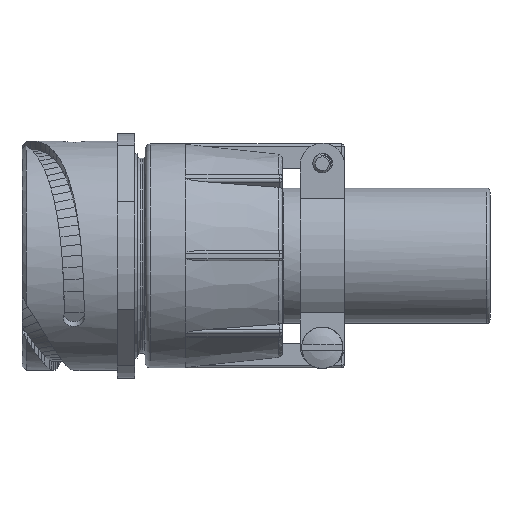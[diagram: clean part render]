
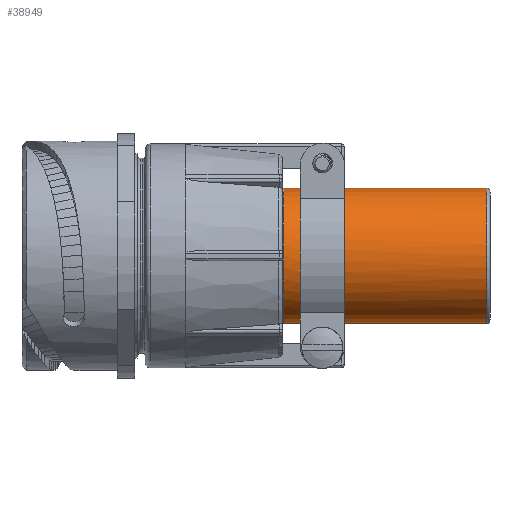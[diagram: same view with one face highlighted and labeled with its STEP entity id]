
A CAD part, top view. The second image highlights one B-rep face of the part: STEP entity #38949.
In plain terms, the highlighted cylindrical face has radius 15.75 mm (diameter 31.5 mm), a partial arc.
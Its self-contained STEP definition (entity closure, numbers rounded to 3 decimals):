
#5360=CARTESIAN_POINT('',(60.88,0.,0.));
#5361=DIRECTION('',(1.,0.,0.));
#5362=DIRECTION('',(0.,1.,0.));
#5363=AXIS2_PLACEMENT_3D('',#5360,#5361,#5362);
#5370=CARTESIAN_POINT('',(108.123,0.,0.));
#5371=DIRECTION('',(1.,0.,0.));
#5372=DIRECTION('',(0.,1.,0.));
#5373=AXIS2_PLACEMENT_3D('',#5370,#5371,#5372);
#5375=CARTESIAN_POINT('',(64.745,0.,0.));
#5376=DIRECTION('',(1.,0.,0.));
#5377=DIRECTION('',(0.,0.878,0.479));
#5378=AXIS2_PLACEMENT_3D('',#5375,#5376,#5377);
#5380=DIRECTION('',(1.,0.,0.));
#5381=VECTOR('',#5380,2.495);
#5382=CARTESIAN_POINT('',(64.745,-13.827,7.541));
#5383=LINE('2319',#5382,#5381);
#5384=CARTESIAN_POINT('',(67.24,0.,0.));
#5385=DIRECTION('',(1.,0.,0.));
#5386=DIRECTION('',(0.,0.878,0.479));
#5387=AXIS2_PLACEMENT_3D('',#5384,#5385,#5386);
#5389=DIRECTION('',(1.,0.,0.));
#5390=VECTOR('',#5389,2.495);
#5391=CARTESIAN_POINT('',(64.745,13.828,7.539));
#5392=LINE('2321',#5391,#5390);
#5393=CARTESIAN_POINT('',(75.035,0.,0.));
#5394=DIRECTION('',(1.,0.,0.));
#5395=DIRECTION('',(0.,0.878,0.479));
#5396=AXIS2_PLACEMENT_3D('',#5393,#5394,#5395);
#5398=DIRECTION('',(1.,0.,0.));
#5399=VECTOR('',#5398,2.495);
#5400=CARTESIAN_POINT('',(72.54,13.828,7.539));
#5401=LINE('2322',#5400,#5399);
#5402=CARTESIAN_POINT('',(72.54,0.,0.));
#5403=DIRECTION('',(1.,0.,0.));
#5404=DIRECTION('',(0.,0.878,0.479));
#5405=AXIS2_PLACEMENT_3D('',#5402,#5403,#5404);
#5407=DIRECTION('',(1.,0.,0.));
#5408=VECTOR('',#5407,2.495);
#5409=CARTESIAN_POINT('',(72.54,-13.827,7.541));
#5410=LINE('2320',#5409,#5408);
#5411=DIRECTION('',(-1.,0.,0.));
#5412=VECTOR('',#5411,47.243);
#5413=CARTESIAN_POINT('',(108.123,15.75,
-0.001));
#5414=LINE('2225',#5413,#5412);
#5415=DIRECTION('',(-1.,0.,0.));
#5416=VECTOR('',#5415,47.243);
#5417=CARTESIAN_POINT('',(108.123,-15.75,
0.001));
#5418=LINE('2226',#5417,#5416);
#25817=CARTESIAN_POINT('',(108.123,15.75,
-0.001));
#25818=CARTESIAN_POINT('',(60.88,15.75,-0.001));
#25819=VERTEX_POINT('',#25817);
#25820=VERTEX_POINT('',#25818);
#25821=CARTESIAN_POINT('',(108.123,-15.75,
0.001));
#25822=CARTESIAN_POINT('',(60.88,-15.75,0.001));
#25823=VERTEX_POINT('',#25821);
#25824=VERTEX_POINT('',#25822);
#25941=CARTESIAN_POINT('',(64.745,13.828,7.539));
#25942=CARTESIAN_POINT('',(64.745,-13.827,7.541));
#25943=VERTEX_POINT('',#25941);
#25944=VERTEX_POINT('',#25942);
#25945=CARTESIAN_POINT('',(75.035,13.828,7.539));
#25946=CARTESIAN_POINT('',(75.035,-13.827,7.541));
#25947=VERTEX_POINT('',#25945);
#25948=VERTEX_POINT('',#25946);
#25949=CARTESIAN_POINT('',(67.24,-13.827,7.541));
#25950=VERTEX_POINT('',#25949);
#25951=CARTESIAN_POINT('',(72.54,-13.827,7.541));
#25952=VERTEX_POINT('',#25951);
#25953=CARTESIAN_POINT('',(67.24,13.828,7.539));
#25954=VERTEX_POINT('',#25953);
#25955=CARTESIAN_POINT('',(72.54,13.828,7.539));
#25956=VERTEX_POINT('',#25955);
#38915=CARTESIAN_POINT('',(55.118,0.,0.));
#38916=DIRECTION('',(1.,0.,0.));
#38917=DIRECTION('',(0.,-1.,0.));
#38918=AXIS2_PLACEMENT_3D('',#38915,#38916,#38917);
#38919=CYLINDRICAL_SURFACE('628',#38918,15.75);
#38921=ORIENTED_EDGE('2225',*,*,#38920,.F.);
#38923=ORIENTED_EDGE('2234',*,*,#38922,.T.);
#38925=ORIENTED_EDGE('2226',*,*,#38924,.T.);
#38926=ORIENTED_EDGE('2229',*,*,#38883,.F.);
#38927=EDGE_LOOP('628',(#38921,#38923,#38925,#38926));
#38928=FACE_OUTER_BOUND('628',#38927,.F.);
#38930=ORIENTED_EDGE('2317',*,*,#38929,.T.);
#38932=ORIENTED_EDGE('2319',*,*,#38931,.T.);
#38934=ORIENTED_EDGE('2324',*,*,#38933,.F.);
#38936=ORIENTED_EDGE('2321',*,*,#38935,.F.);
#38937=EDGE_LOOP('628',(#38930,#38932,#38934,#38936));
#38938=FACE_BOUND('628',#38937,.F.);
#38940=ORIENTED_EDGE('2318',*,*,#38939,.F.);
#38942=ORIENTED_EDGE('2322',*,*,#38941,.F.);
#38944=ORIENTED_EDGE('2323',*,*,#38943,.T.);
#38946=ORIENTED_EDGE('2320',*,*,#38945,.T.);
#38947=EDGE_LOOP('628',(#38940,#38942,#38944,#38946));
#38948=FACE_BOUND('628',#38947,.F.);
#5364=CIRCLE('2229',#5363,15.75);
#5374=CIRCLE('2234',#5373,15.75);
#5379=CIRCLE('2317',#5378,15.75);
#5388=CIRCLE('2324',#5387,15.75);
#5397=CIRCLE('2318',#5396,15.75);
#5406=CIRCLE('2323',#5405,15.75);
#38883=EDGE_CURVE('2229',#25820,#25824,#5364,.T.);
#38920=EDGE_CURVE('2225',#25819,#25820,#5414,.T.);
#38922=EDGE_CURVE('2234',#25819,#25823,#5374,.T.);
#38924=EDGE_CURVE('2226',#25823,#25824,#5418,.T.);
#38929=EDGE_CURVE('2317',#25943,#25944,#5379,.T.);
#38931=EDGE_CURVE('2319',#25944,#25950,#5383,.T.);
#38933=EDGE_CURVE('2324',#25954,#25950,#5388,.T.);
#38935=EDGE_CURVE('2321',#25943,#25954,#5392,.T.);
#38939=EDGE_CURVE('2318',#25947,#25948,#5397,.T.);
#38941=EDGE_CURVE('2322',#25956,#25947,#5401,.T.);
#38943=EDGE_CURVE('2323',#25956,#25952,#5406,.T.);
#38945=EDGE_CURVE('2320',#25952,#25948,#5410,.T.);
#38949=ADVANCED_FACE('628',(#38928,#38938,#38948),#38919,.T.);
